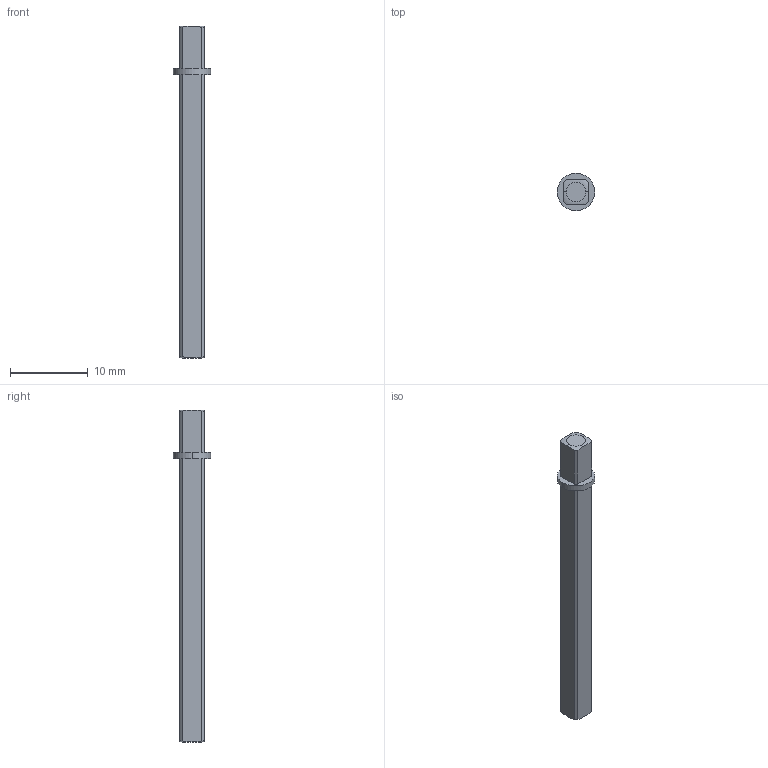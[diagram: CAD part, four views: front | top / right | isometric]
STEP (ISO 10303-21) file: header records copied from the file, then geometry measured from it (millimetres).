
FILE_DESCRIPTION (( 'STEP AP214' ), '1' );
FILE_NAME ('228-2500-094 Rev1.STEP', '2014-04-21T02:53:00', ( '' ), ( '' ), 'SwSTEP 2.0', 'SolidWorks 2013', '' );
FILE_SCHEMA (( 'AUTOMOTIVE_DESIGN' ));
Length unit declared in the file: millimetre
Products named in the file (1): 228-2500-094 Rev1
Bounding box: 4.8 x 4.8 x 42.67 mm (x, y, z)
Volume: 428.4 mm3; surface area: 547.2 mm2
Topology: 1 solids, 1 shells, 26 faces, 66 edges, 44 vertices
Faces by surface type: plane 12, cylinder 10, torus 4
Entity records: 876 total; most frequent: CARTESIAN_POINT 205, DIRECTION 136, ORIENTED_EDGE 132, EDGE_CURVE 66, AXIS2_PLACEMENT_3D 55, VERTEX_POINT 44, EDGE_LOOP 28, CIRCLE 28
